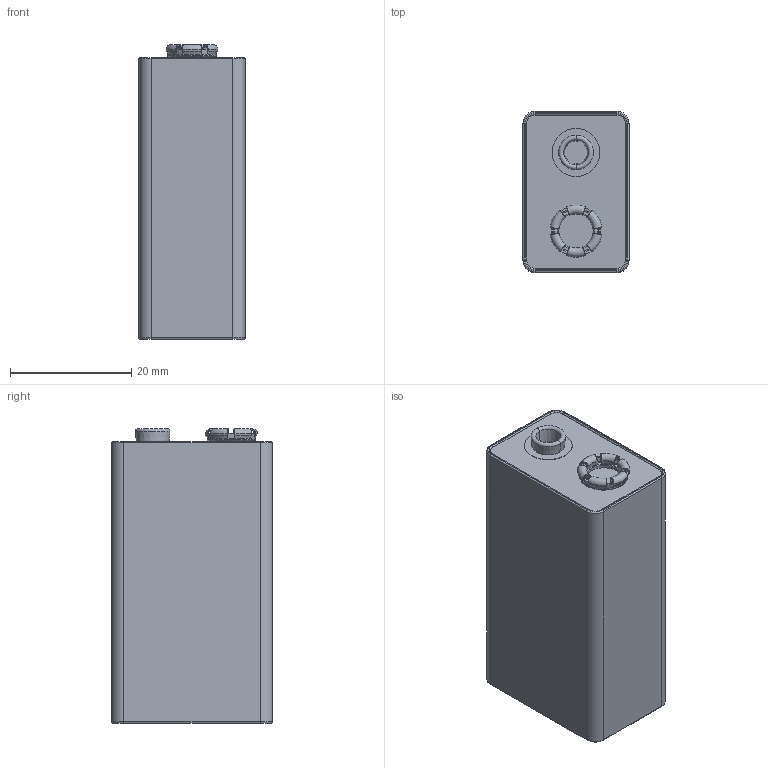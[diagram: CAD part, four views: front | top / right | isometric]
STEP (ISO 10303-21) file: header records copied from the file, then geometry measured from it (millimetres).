
FILE_DESCRIPTION (( 'STEP AP203' ), '1' );
FILE_NAME ('8EDD2C51-1626-4113-AE6D-984964E4F7DF.STEP', '2024-02-12T12:47:20', ( '' ), ( '' ), 'SwSTEP 2.0', 'SolidWorks 2022', '' );
FILE_SCHEMA (( 'CONFIG_CONTROL_DESIGN' ));
Length unit declared in the file: millimetre
Products named in the file (1): 8EDD2C51-1626-4113-AE6D-984964E4F7DF
Bounding box: 17.5 x 26.5 x 48.5 mm (x, y, z)
Volume: 21240.1 mm3; surface area: 5115 mm2
Topology: 1 solids, 1 shells, 181 faces, 440 edges, 268 vertices
Faces by surface type: torus 62, cone 46, plane 43, cylinder 30
Entity records: 5441 total; most frequent: DIRECTION 1082, CARTESIAN_POINT 890, ORIENTED_EDGE 880, AXIS2_PLACEMENT_3D 460, EDGE_CURVE 440, CIRCLE 278, VERTEX_POINT 268, EDGE_LOOP 188
